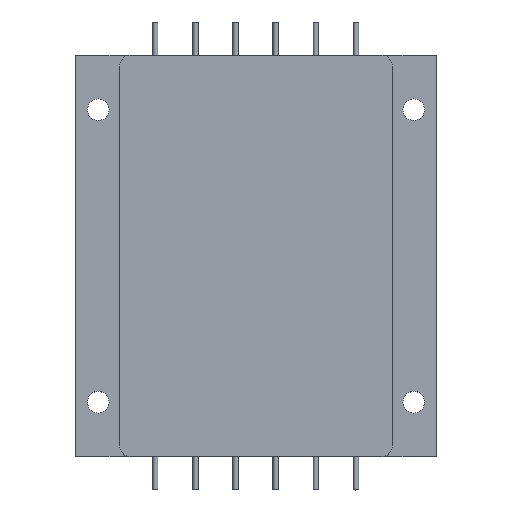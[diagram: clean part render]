
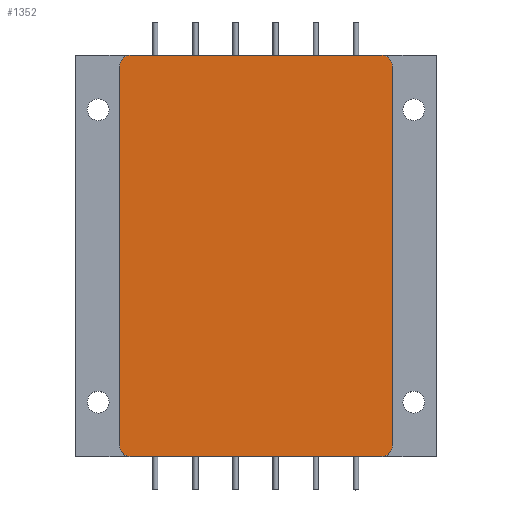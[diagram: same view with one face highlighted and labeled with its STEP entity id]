
A CAD part, top view. The second image highlights one B-rep face of the part: STEP entity #1352.
In plain terms, the highlighted planar face has unit normal (0, 0, 1).
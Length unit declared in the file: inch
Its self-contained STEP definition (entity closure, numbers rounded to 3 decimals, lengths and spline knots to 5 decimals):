
#1226=CARTESIAN_POINT('',(-1.5,0.94,0.25));
#1227=VERTEX_POINT('',#1226);
#1228=CARTESIAN_POINT('',(-1.42,1.02,0.25));
#1229=VERTEX_POINT('',#1228);
#1230=CARTESIAN_POINT('',(-1.42,0.94,0.25));
#1231=DIRECTION('',(0.0,0.0,-1.));
#1232=DIRECTION('',(-0.707,0.707,0.0));
#1233=AXIS2_PLACEMENT_3D('',#1230,#1231,#1232);
#1234=CIRCLE('',#1233,0.08);
#1235=EDGE_CURVE('',#1227,#1229,#1234,.T.);
#1269=CARTESIAN_POINT('',(1.42,1.02,0.25));
#1270=VERTEX_POINT('',#1269);
#1271=CARTESIAN_POINT('',(-1.42,1.02,0.25));
#1272=DIRECTION('',(1.0,0.0,0.0));
#1273=VECTOR('',#1272,2.84);
#1274=LINE('',#1271,#1273);
#1275=EDGE_CURVE('',#1229,#1270,#1274,.T.);
#1294=CARTESIAN_POINT('',(0.,0.,0.25));
#1295=DIRECTION('',(0.0,0.0,1.0));
#1296=DIRECTION('',(1.0,0.0,0.0));
#1297=AXIS2_PLACEMENT_3D('',#1294,#1295,#1296);
#1298=PLANE('',#1297);
#1299=ORIENTED_EDGE('',*,*,#1235,.F.);
#1300=CARTESIAN_POINT('',(-1.5,-0.94,0.25));
#1301=VERTEX_POINT('',#1300);
#1302=CARTESIAN_POINT('',(-1.5,-0.94,0.25));
#1303=DIRECTION('',(0.0,1.0,0.0));
#1304=VECTOR('',#1303,1.88);
#1305=LINE('',#1302,#1304);
#1306=EDGE_CURVE('',#1301,#1227,#1305,.T.);
#1307=ORIENTED_EDGE('',*,*,#1306,.F.);
#1308=CARTESIAN_POINT('',(-1.42,-1.02,0.25));
#1309=VERTEX_POINT('',#1308);
#1310=CARTESIAN_POINT('',(-1.42,-0.94,0.25));
#1311=DIRECTION('',(0.0,0.0,-1.));
#1312=DIRECTION('',(-0.707,-0.707,0.0));
#1313=AXIS2_PLACEMENT_3D('',#1310,#1311,#1312);
#1314=CIRCLE('',#1313,0.08);
#1315=EDGE_CURVE('',#1309,#1301,#1314,.T.);
#1316=ORIENTED_EDGE('',*,*,#1315,.F.);
#1317=CARTESIAN_POINT('',(1.42,-1.02,0.25));
#1318=VERTEX_POINT('',#1317);
#1319=CARTESIAN_POINT('',(1.42,-1.02,0.25));
#1320=DIRECTION('',(-1.0,0.0,0.0));
#1321=VECTOR('',#1320,2.84);
#1322=LINE('',#1319,#1321);
#1323=EDGE_CURVE('',#1318,#1309,#1322,.T.);
#1324=ORIENTED_EDGE('',*,*,#1323,.F.);
#1325=CARTESIAN_POINT('',(1.5,-0.94,0.25));
#1326=VERTEX_POINT('',#1325);
#1327=CARTESIAN_POINT('',(1.42,-0.94,0.25));
#1328=DIRECTION('',(0.0,0.0,-1.));
#1329=DIRECTION('',(0.707,-0.707,0.0));
#1330=AXIS2_PLACEMENT_3D('',#1327,#1328,#1329);
#1331=CIRCLE('',#1330,0.08);
#1332=EDGE_CURVE('',#1326,#1318,#1331,.T.);
#1333=ORIENTED_EDGE('',*,*,#1332,.F.);
#1334=CARTESIAN_POINT('',(1.5,0.94,0.25));
#1335=VERTEX_POINT('',#1334);
#1336=CARTESIAN_POINT('',(1.5,0.94,0.25));
#1337=DIRECTION('',(0.0,-1.0,0.0));
#1338=VECTOR('',#1337,1.88);
#1339=LINE('',#1336,#1338);
#1340=EDGE_CURVE('',#1335,#1326,#1339,.T.);
#1341=ORIENTED_EDGE('',*,*,#1340,.F.);
#1342=CARTESIAN_POINT('',(1.42,0.94,0.25));
#1343=DIRECTION('',(0.0,0.0,-1.0));
#1344=DIRECTION('',(0.707,0.707,0.0));
#1345=AXIS2_PLACEMENT_3D('',#1342,#1343,#1344);
#1346=CIRCLE('',#1345,0.08);
#1347=EDGE_CURVE('',#1270,#1335,#1346,.T.);
#1348=ORIENTED_EDGE('',*,*,#1347,.F.);
#1349=ORIENTED_EDGE('',*,*,#1275,.F.);
#1350=EDGE_LOOP('',(#1299,#1307,#1316,#1324,#1333,#1341,#1348,#1349));
#1351=FACE_OUTER_BOUND('',#1350,.T.);
#1352=ADVANCED_FACE('',(#1351),#1298,.T.);
